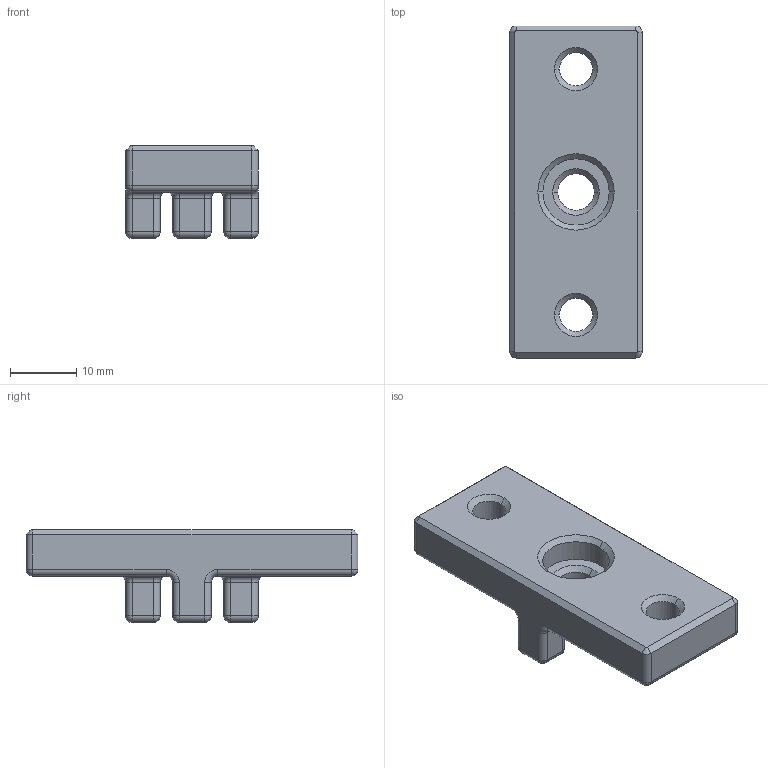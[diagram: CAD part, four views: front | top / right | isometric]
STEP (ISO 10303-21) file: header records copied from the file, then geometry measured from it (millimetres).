
FILE_DESCRIPTION (( 'STEP AP203' ), '1' );
FILE_NAME ('bracing.STEP', '2025-12-17T23:31:44', ( '' ), ( '' ), 'SwSTEP 2.0', 'SolidWorks 2025', '' );
FILE_SCHEMA (( 'CONFIG_CONTROL_DESIGN' ));
Length unit declared in the file: millimetre
Products named in the file (1): bracing
Bounding box: 20 x 50 x 14 mm (x, y, z)
Volume: 7053.2 mm3; surface area: 3572.7 mm2
Topology: 1 solids, 1 shells, 147 faces, 332 edges, 170 vertices
Faces by surface type: cylinder 64, plane 29, torus 22, sphere 20, cone 12
Entity records: 3971 total; most frequent: DIRECTION 776, CARTESIAN_POINT 630, ORIENTED_EDGE 624, AXIS2_PLACEMENT_3D 316, EDGE_CURVE 312, VERTEX_POINT 170, CIRCLE 168, EDGE_LOOP 156
